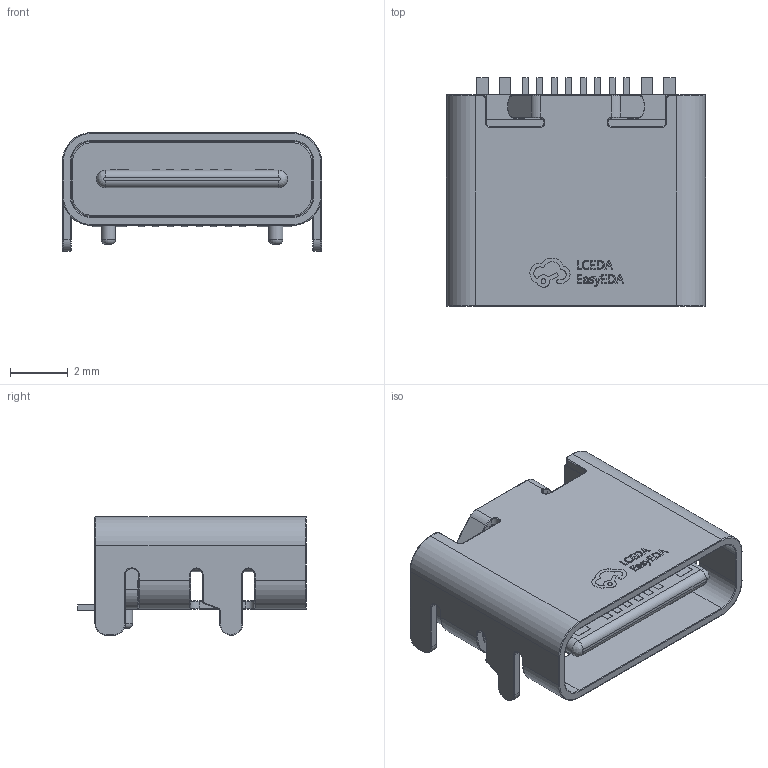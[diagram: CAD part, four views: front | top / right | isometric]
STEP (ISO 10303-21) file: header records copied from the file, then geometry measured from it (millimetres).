
FILE_DESCRIPTION(/* description */ ('Designed by EasyEDA Pro'),/* implementation_level */ '2;1');
FILE_NAME(/* name */ 'TYPE_C_16P_WT_M.step',/* time_stamp */ '2025-04-03T14:04:28+08:00',/* author */ (''),/* organization */ (''),/* preprocessor_version */ 'ST-DEVELOPER v20.1',/* originating_system */ 'Autodesk Translation Framework v14.4.0.0',/* authorisation */ '');
FILE_SCHEMA (('AUTOMOTIVE_DESIGN { 1 0 10303 214 3 1 1 }'));
Length unit declared in the file: millimetre
Products named in the file (4): yaip-PCBModel; yaip-Board; yaip-USB1-USB-C-SMD_TYPE-C16PIN_C668624; COMPOUND
Assembly tree (3 placements, depth 3):
  yaip-PCBModel
    yaip-Board
    yaip-USB1-USB-C-SMD_TYPE-C16PIN_C668624
      COMPOUND
Bounding box: 8.94 x 7.9 x 4.1 mm (x, y, z)
Volume: 125.9 mm3; surface area: 383.5 mm2
Topology: 14 solids, 14 shells, 792 faces, 1971 edges, 1230 vertices
Faces by surface type: plane 402, cylinder 168, bspline 122, torus 100
Full cylindrical faces by diameter (mm): 0.5 x2
Entity records: 25806 total; most frequent: CARTESIAN_POINT 6256, ORIENTED_EDGE 3942, DIRECTION 3735, EDGE_CURVE 1971, LINE 1281, VECTOR 1281, VERTEX_POINT 1230, AXIS2_PLACEMENT_3D 1227
